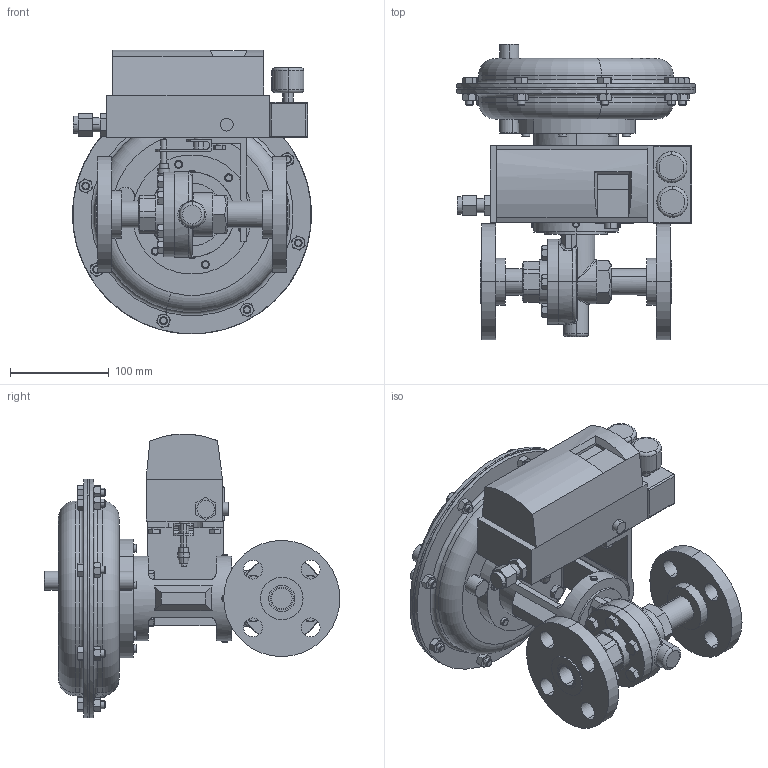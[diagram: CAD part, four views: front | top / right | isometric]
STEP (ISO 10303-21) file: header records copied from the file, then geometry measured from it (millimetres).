
FILE_DESCRIPTION (( 'STEP AP203' ), '1' );
FILE_NAME ('70SP-075-DI+BR-F3-35M-16IQ.STEP', '2017-09-11T16:09:55', ( '' ), ( '' ), 'SwSTEP 2.0', 'SolidWorks 2014', '' );
FILE_SCHEMA (( 'CONFIG_CONTROL_DESIGN' ));
Length unit declared in the file: inch
Products named in the file (1): 70SP-075-DI+BR-F3-35M-16IQ
Bounding box: 241.28 x 298.74 x 286.72 mm (x, y, z)
Volume: 4208744.1 mm3; surface area: 402798.9 mm2
Topology: 2 solids, 2 shells, 907 faces, 2101 edges, 1296 vertices
Faces by surface type: plane 395, cone 268, cylinder 201, torus 28, bspline 10, sphere 5
Entity records: 28862 total; most frequent: CARTESIAN_POINT 8720, ORIENTED_EDGE 4194, DIRECTION 4084, EDGE_CURVE 2097, AXIS2_PLACEMENT_3D 1626, VERTEX_POINT 1296, EDGE_LOOP 1029, ADVANCED_FACE 907
